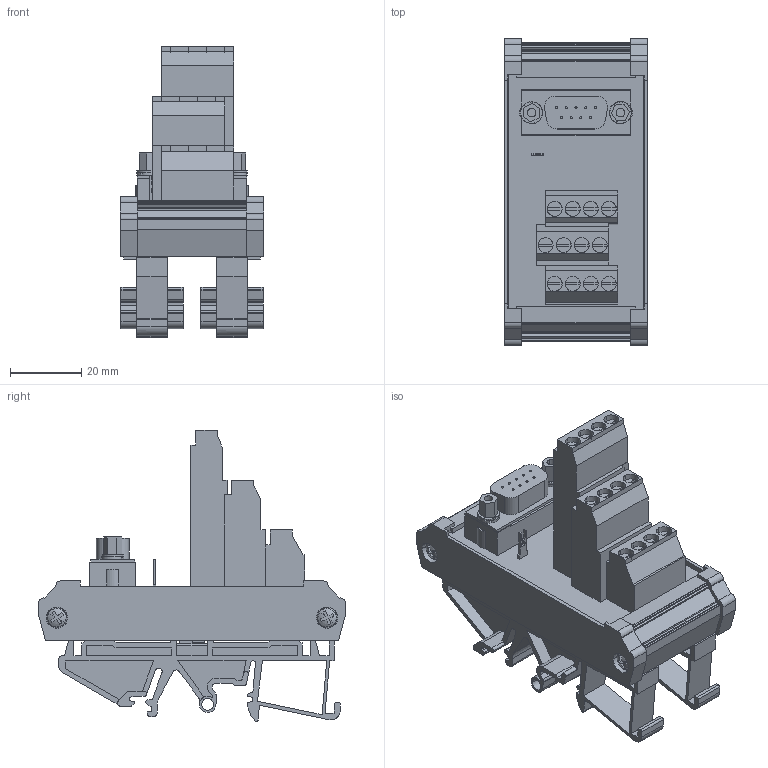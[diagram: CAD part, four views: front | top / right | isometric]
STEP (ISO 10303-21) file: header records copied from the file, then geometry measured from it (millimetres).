
FILE_DESCRIPTION(('CATIA V5R22 STEP214','CAx-IF Rec.Pracs.--- Model Styling and Organization---1.4--- 2014-01-23'),'2;1');
FILE_NAME ('031882-1_0', '2022-10-25T11:20:47+00:00', ('Weidmueller Interface'), ('Weidmueller'), 'CATIA Version 5-6 Release 2016 SP3 HF44', 'CATIA V5 STEP AP214', 'none');
FILE_SCHEMA(('AUTOMOTIVE_DESIGN { 1 0 10303 214 1 1 1 1 }'));
Length unit declared in the file: millimetre
Products named in the file (1): 8019880000_RS SD9B LP3R
Bounding box: 40.5 x 86.4 x 81.95 mm (x, y, z)
Volume: 51947.8 mm3; surface area: 46453.4 mm2
Topology: 1 solids, 9 shells, 1336 faces, 3865 edges, 2542 vertices
Faces by surface type: plane 921, cylinder 399, torus 8, sphere 8
Entity records: 46953 total; most frequent: CARTESIAN_POINT 10971, ORIENTED_EDGE 7730, DIRECTION 6194, EDGE_CURVE 3865, VECTOR 2844, LINE 2844, VERTEX_POINT 2542, AXIS2_PLACEMENT_3D 2017
